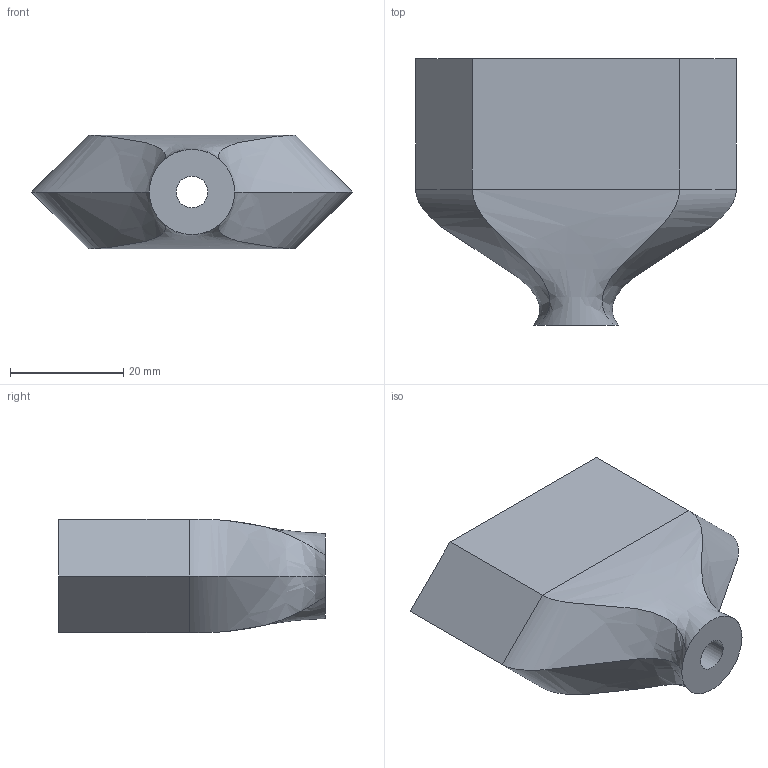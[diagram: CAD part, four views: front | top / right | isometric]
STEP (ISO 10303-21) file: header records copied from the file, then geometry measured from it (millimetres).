
FILE_DESCRIPTION((''),'2;1');
FILE_NAME('SCHRAUBKOPF','2025-01-19T12:18:11',('weiss'),(''),'CREO PARAMETRIC BY PTC INC, 2022014','CREO PARAMETRIC BY PTC INC, 2022014','');
FILE_SCHEMA(('CONFIG_CONTROL_DESIGN'));
Length unit declared in the file: millimetre
Products named in the file (1): SCHRAUBKOPF
Bounding box: 56.5 x 47 x 20 mm (x, y, z)
Volume: 30204.6 mm3; surface area: 7680.3 mm2
Topology: 1 solids, 1 shells, 23 faces, 54 edges, 34 vertices
Faces by surface type: plane 15, bspline 6, cylinder 2
Entity records: 1082 total; most frequent: CARTESIAN_POINT 549, ORIENTED_EDGE 108, DIRECTION 80, EDGE_CURVE 54, VECTOR 38, LINE 38, VERTEX_POINT 34, EDGE_LOOP 26
